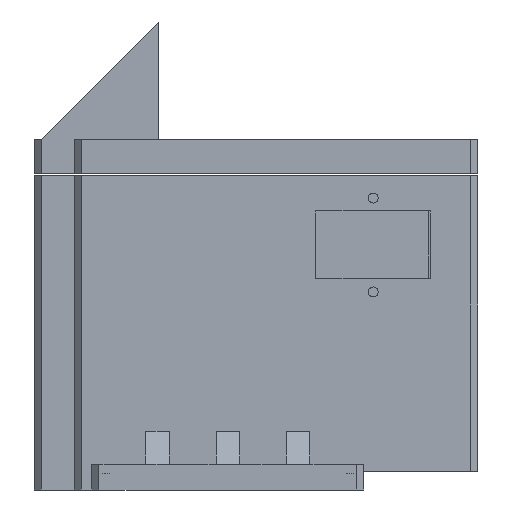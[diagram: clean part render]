
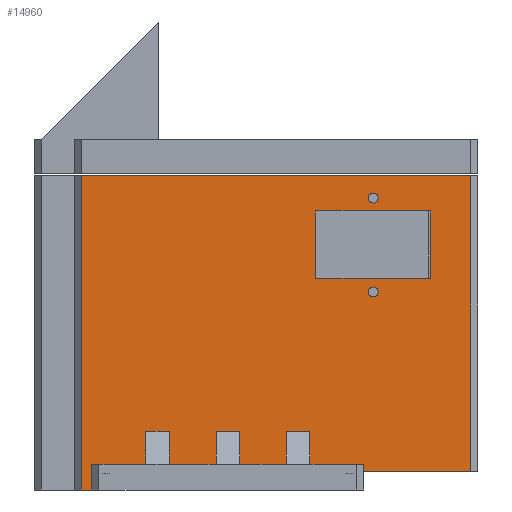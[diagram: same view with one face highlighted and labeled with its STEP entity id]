
A CAD part, left-side view. The second image highlights one B-rep face of the part: STEP entity #14960.
In plain terms, the highlighted planar face has unit normal (-1, 0, 0).
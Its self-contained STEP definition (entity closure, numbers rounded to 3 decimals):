
#1013=FACE_BOUND('',#2163,.T.);
#1014=FACE_BOUND('',#2164,.T.);
#1015=FACE_BOUND('',#2165,.T.);
#1174=CIRCLE('',#15822,2.1);
#1175=CIRCLE('',#15823,2.1);
#1316=FACE_OUTER_BOUND('',#2162,.T.);
#2162=EDGE_LOOP('',(#9977,#9978,#9979,#9980,#9981,#9982,#9983,#9984,#9985,
#9986,#9987,#9988,#9989,#9990,#9991,#9992,#9993,#9994,#9995,#9996));
#2163=EDGE_LOOP('',(#9997));
#2164=EDGE_LOOP('',(#9998));
#2165=EDGE_LOOP('',(#9999,#10000,#10001,#10002));
#3153=LINE('',#19393,#4671);
#3158=LINE('',#19419,#4676);
#3159=LINE('',#19421,#4677);
#3160=LINE('',#19423,#4678);
#3161=LINE('',#19425,#4679);
#3162=LINE('',#19427,#4680);
#3163=LINE('',#19429,#4681);
#3164=LINE('',#19431,#4682);
#3165=LINE('',#19433,#4683);
#3166=LINE('',#19435,#4684);
#3167=LINE('',#19437,#4685);
#3168=LINE('',#19439,#4686);
#3169=LINE('',#19441,#4687);
#3170=LINE('',#19443,#4688);
#3171=LINE('',#19445,#4689);
#3172=LINE('',#19447,#4690);
#3173=LINE('',#19449,#4691);
#3174=LINE('',#19451,#4692);
#3175=LINE('',#19453,#4693);
#3176=LINE('',#19454,#4694);
#3177=LINE('',#19461,#4695);
#3178=LINE('',#19463,#4696);
#3179=LINE('',#19465,#4697);
#3180=LINE('',#19466,#4698);
#4671=VECTOR('',#16502,10.);
#4676=VECTOR('',#16525,10.);
#4677=VECTOR('',#16526,10.);
#4678=VECTOR('',#16527,10.);
#4679=VECTOR('',#16528,10.);
#4680=VECTOR('',#16529,10.);
#4681=VECTOR('',#16530,10.);
#4682=VECTOR('',#16531,10.);
#4683=VECTOR('',#16532,10.);
#4684=VECTOR('',#16533,10.);
#4685=VECTOR('',#16534,10.);
#4686=VECTOR('',#16535,10.);
#4687=VECTOR('',#16536,10.);
#4688=VECTOR('',#16537,10.);
#4689=VECTOR('',#16538,10.);
#4690=VECTOR('',#16539,10.);
#4691=VECTOR('',#16540,10.);
#4692=VECTOR('',#16541,10.);
#4693=VECTOR('',#16542,10.);
#4694=VECTOR('',#16543,10.);
#4695=VECTOR('',#16548,10.);
#4696=VECTOR('',#16549,10.);
#4697=VECTOR('',#16550,10.);
#4698=VECTOR('',#16551,10.);
#6188=VERTEX_POINT('',#19389);
#6190=VERTEX_POINT('',#19392);
#6202=VERTEX_POINT('',#19418);
#6203=VERTEX_POINT('',#19420);
#6204=VERTEX_POINT('',#19422);
#6205=VERTEX_POINT('',#19424);
#6206=VERTEX_POINT('',#19426);
#6207=VERTEX_POINT('',#19428);
#6208=VERTEX_POINT('',#19430);
#6209=VERTEX_POINT('',#19432);
#6210=VERTEX_POINT('',#19434);
#6211=VERTEX_POINT('',#19436);
#6212=VERTEX_POINT('',#19438);
#6213=VERTEX_POINT('',#19440);
#6214=VERTEX_POINT('',#19442);
#6215=VERTEX_POINT('',#19444);
#6216=VERTEX_POINT('',#19446);
#6217=VERTEX_POINT('',#19448);
#6218=VERTEX_POINT('',#19450);
#6219=VERTEX_POINT('',#19452);
#6220=VERTEX_POINT('',#19455);
#6221=VERTEX_POINT('',#19457);
#6222=VERTEX_POINT('',#19459);
#6223=VERTEX_POINT('',#19460);
#6224=VERTEX_POINT('',#19462);
#6225=VERTEX_POINT('',#19464);
#7693=EDGE_CURVE('',#6190,#6188,#3153,.T.);
#7706=EDGE_CURVE('',#6202,#6188,#3158,.T.);
#7707=EDGE_CURVE('',#6203,#6202,#3159,.T.);
#7708=EDGE_CURVE('',#6204,#6203,#3160,.T.);
#7709=EDGE_CURVE('',#6205,#6204,#3161,.T.);
#7710=EDGE_CURVE('',#6205,#6206,#3162,.T.);
#7711=EDGE_CURVE('',#6206,#6207,#3163,.T.);
#7712=EDGE_CURVE('',#6207,#6208,#3164,.T.);
#7713=EDGE_CURVE('',#6208,#6209,#3165,.T.);
#7714=EDGE_CURVE('',#6209,#6210,#3166,.T.);
#7715=EDGE_CURVE('',#6210,#6211,#3167,.T.);
#7716=EDGE_CURVE('',#6211,#6212,#3168,.T.);
#7717=EDGE_CURVE('',#6212,#6213,#3169,.T.);
#7718=EDGE_CURVE('',#6213,#6214,#3170,.T.);
#7719=EDGE_CURVE('',#6214,#6215,#3171,.T.);
#7720=EDGE_CURVE('',#6215,#6216,#3172,.T.);
#7721=EDGE_CURVE('',#6216,#6217,#3173,.T.);
#7722=EDGE_CURVE('',#6217,#6218,#3174,.T.);
#7723=EDGE_CURVE('',#6218,#6219,#3175,.T.);
#7724=EDGE_CURVE('',#6190,#6219,#3176,.T.);
#7725=EDGE_CURVE('',#6220,#6220,#1174,.T.);
#7726=EDGE_CURVE('',#6221,#6221,#1175,.T.);
#7727=EDGE_CURVE('',#6222,#6223,#3177,.T.);
#7728=EDGE_CURVE('',#6223,#6224,#3178,.T.);
#7729=EDGE_CURVE('',#6224,#6225,#3179,.T.);
#7730=EDGE_CURVE('',#6225,#6222,#3180,.T.);
#9977=ORIENTED_EDGE('',*,*,#7693,.T.);
#9978=ORIENTED_EDGE('',*,*,#7706,.F.);
#9979=ORIENTED_EDGE('',*,*,#7707,.F.);
#9980=ORIENTED_EDGE('',*,*,#7708,.F.);
#9981=ORIENTED_EDGE('',*,*,#7709,.F.);
#9982=ORIENTED_EDGE('',*,*,#7710,.T.);
#9983=ORIENTED_EDGE('',*,*,#7711,.T.);
#9984=ORIENTED_EDGE('',*,*,#7712,.T.);
#9985=ORIENTED_EDGE('',*,*,#7713,.T.);
#9986=ORIENTED_EDGE('',*,*,#7714,.T.);
#9987=ORIENTED_EDGE('',*,*,#7715,.T.);
#9988=ORIENTED_EDGE('',*,*,#7716,.T.);
#9989=ORIENTED_EDGE('',*,*,#7717,.T.);
#9990=ORIENTED_EDGE('',*,*,#7718,.T.);
#9991=ORIENTED_EDGE('',*,*,#7719,.T.);
#9992=ORIENTED_EDGE('',*,*,#7720,.T.);
#9993=ORIENTED_EDGE('',*,*,#7721,.T.);
#9994=ORIENTED_EDGE('',*,*,#7722,.T.);
#9995=ORIENTED_EDGE('',*,*,#7723,.T.);
#9996=ORIENTED_EDGE('',*,*,#7724,.F.);
#9997=ORIENTED_EDGE('',*,*,#7725,.T.);
#9998=ORIENTED_EDGE('',*,*,#7726,.T.);
#9999=ORIENTED_EDGE('',*,*,#7727,.T.);
#10000=ORIENTED_EDGE('',*,*,#7728,.T.);
#10001=ORIENTED_EDGE('',*,*,#7729,.T.);
#10002=ORIENTED_EDGE('',*,*,#7730,.T.);
#14506=PLANE('',#15821);
#14960=ADVANCED_FACE('',(#1316,#1013,#1014,#1015),#14506,.T.);
#15821=AXIS2_PLACEMENT_3D('',#19417,#16523,#16524);
#15822=AXIS2_PLACEMENT_3D('',#19456,#16544,#16545);
#15823=AXIS2_PLACEMENT_3D('',#19458,#16546,#16547);
#16502=DIRECTION('',(0.,-1.,0.));
#16523=DIRECTION('center_axis',(-1.,0.,0.));
#16524=DIRECTION('ref_axis',(0.,-1.,0.));
#16525=DIRECTION('',(0.,0.,-1.));
#16526=DIRECTION('',(0.,-1.,0.));
#16527=DIRECTION('',(0.,0.,1.));
#16528=DIRECTION('',(0.,1.,0.));
#16529=DIRECTION('',(0.,0.,1.));
#16530=DIRECTION('',(0.,-1.,0.));
#16531=DIRECTION('',(0.,0.,1.));
#16532=DIRECTION('',(0.,-1.,0.));
#16533=DIRECTION('',(0.,0.,-1.));
#16534=DIRECTION('',(0.,-1.,0.));
#16535=DIRECTION('',(0.,0.,1.));
#16536=DIRECTION('',(0.,-1.,0.));
#16537=DIRECTION('',(0.,0.,-1.));
#16538=DIRECTION('',(0.,-1.,0.));
#16539=DIRECTION('',(0.,0.,1.));
#16540=DIRECTION('',(0.,-1.,0.));
#16541=DIRECTION('',(0.,0.,-1.));
#16542=DIRECTION('',(0.,-1.,0.));
#16543=DIRECTION('',(0.,0.,1.));
#16544=DIRECTION('center_axis',(1.,0.,0.));
#16545=DIRECTION('ref_axis',(0.,0.,1.));
#16546=DIRECTION('center_axis',(1.,0.,0.));
#16547=DIRECTION('ref_axis',(0.,0.,1.));
#16548=DIRECTION('',(0.,-1.,0.));
#16549=DIRECTION('',(0.,0.,-1.));
#16550=DIRECTION('',(0.,1.,0.));
#16551=DIRECTION('',(0.,0.,1.));
#19389=CARTESIAN_POINT('',(-166.,3.,1.));
#19392=CARTESIAN_POINT('',(-166.,48.5,1.));
#19393=CARTESIAN_POINT('',(-166.,71.5,1.));
#19417=CARTESIAN_POINT('Origin',(-166.,48.5,0.));
#19418=CARTESIAN_POINT('',(-166.,3.,127.));
#19419=CARTESIAN_POINT('',(-166.,3.,0.));
#19420=CARTESIAN_POINT('',(-166.,169.,127.));
#19421=CARTESIAN_POINT('',(-166.,172.,127.));
#19422=CARTESIAN_POINT('',(-166.,169.,-7.));
#19423=CARTESIAN_POINT('',(-166.,169.,0.));
#19424=CARTESIAN_POINT('',(-166.,164.5,-7.));
#19425=CARTESIAN_POINT('',(-166.,172.,-7.));
#19426=CARTESIAN_POINT('',(-166.,164.5,4.));
#19427=CARTESIAN_POINT('',(-166.,164.5,0.));
#19428=CARTESIAN_POINT('',(-166.,141.5,4.));
#19429=CARTESIAN_POINT('',(-166.,133.25,4.));
#19430=CARTESIAN_POINT('',(-166.,141.5,18.));
#19431=CARTESIAN_POINT('',(-166.,141.5,5.5));
#19432=CARTESIAN_POINT('',(-166.,131.5,18.));
#19433=CARTESIAN_POINT('',(-166.,92.5,18.));
#19434=CARTESIAN_POINT('',(-166.,131.5,4.));
#19435=CARTESIAN_POINT('',(-166.,131.5,5.5));
#19436=CARTESIAN_POINT('',(-166.,111.5,4.));
#19437=CARTESIAN_POINT('',(-166.,133.25,4.));
#19438=CARTESIAN_POINT('',(-166.,111.5,18.));
#19439=CARTESIAN_POINT('',(-166.,111.5,5.5));
#19440=CARTESIAN_POINT('',(-166.,101.5,18.));
#19441=CARTESIAN_POINT('',(-166.,77.5,18.));
#19442=CARTESIAN_POINT('',(-166.,101.5,4.));
#19443=CARTESIAN_POINT('',(-166.,101.5,5.5));
#19444=CARTESIAN_POINT('',(-166.,81.5,4.));
#19445=CARTESIAN_POINT('',(-166.,133.25,4.));
#19446=CARTESIAN_POINT('',(-166.,81.5,18.));
#19447=CARTESIAN_POINT('',(-166.,81.5,5.5));
#19448=CARTESIAN_POINT('',(-166.,71.5,18.));
#19449=CARTESIAN_POINT('',(-166.,62.5,18.));
#19450=CARTESIAN_POINT('',(-166.,71.5,4.));
#19451=CARTESIAN_POINT('',(-166.,71.5,5.5));
#19452=CARTESIAN_POINT('',(-166.,48.5,4.));
#19453=CARTESIAN_POINT('',(-166.,133.25,4.));
#19454=CARTESIAN_POINT('',(-166.,48.5,0.));
#19455=CARTESIAN_POINT('',(-166.,44.5,115.4));
#19456=CARTESIAN_POINT('Origin',(-166.,44.5,117.5));
#19457=CARTESIAN_POINT('',(-166.,44.5,75.4));
#19458=CARTESIAN_POINT('Origin',(-166.,44.5,77.5));
#19459=CARTESIAN_POINT('',(-166.,69.,112.));
#19460=CARTESIAN_POINT('',(-166.,20.,112.));
#19461=CARTESIAN_POINT('',(-166.,58.75,112.));
#19462=CARTESIAN_POINT('',(-166.,20.,83.));
#19463=CARTESIAN_POINT('',(-166.,20.,56.));
#19464=CARTESIAN_POINT('',(-166.,69.,83.));
#19465=CARTESIAN_POINT('',(-166.,34.25,83.));
#19466=CARTESIAN_POINT('',(-166.,69.,41.5));
